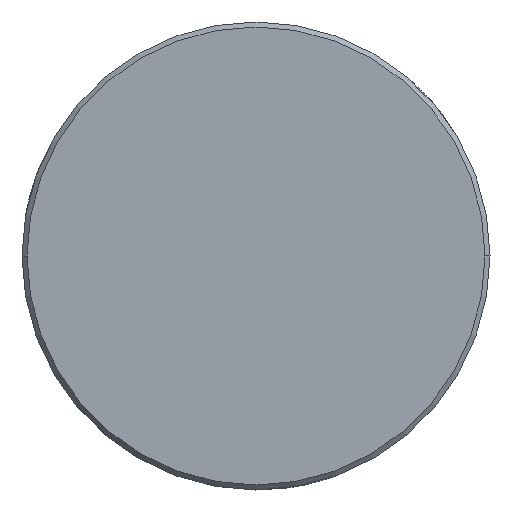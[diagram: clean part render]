
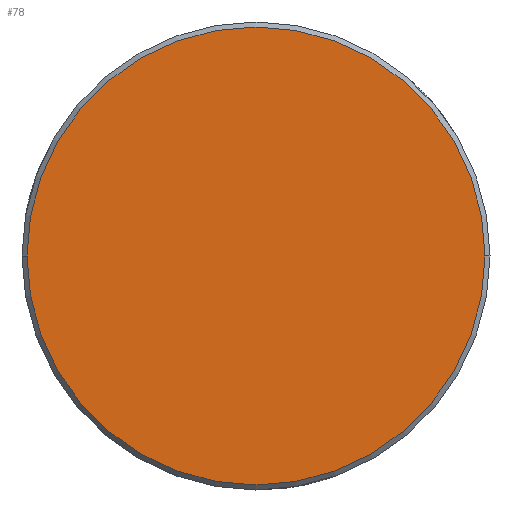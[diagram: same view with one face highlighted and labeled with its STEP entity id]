
A CAD part, left-side view. The second image highlights one B-rep face of the part: STEP entity #78.
In plain terms, the highlighted planar face has unit normal (-1, 0, 0).
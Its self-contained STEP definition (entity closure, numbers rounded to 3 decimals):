
#42 = CIRCLE ( 'NONE', #856, 13.7 ) ;
#71 = DIRECTION ( 'NONE',  ( 0., 1., 0. ) ) ;
#78 = ADVANCED_FACE ( 'NONE', ( #470 ), #508, .F. ) ;
#95 = DIRECTION ( 'NONE',  ( -1., 0., 0. ) ) ;
#262 = ORIENTED_EDGE ( 'NONE', *, *, #815, .T. ) ;
#267 = DIRECTION ( 'NONE',  ( 1., 0., 0. ) ) ;
#298 = AXIS2_PLACEMENT_3D ( 'NONE', #595, #267, #849 ) ;
#329 = CARTESIAN_POINT ( 'NONE',  ( -105.9, 13.7, 0. ) ) ;
#462 = DIRECTION ( 'NONE',  ( 0., 1., 0. ) ) ;
#470 = FACE_OUTER_BOUND ( 'NONE', #773, .T. ) ;
#476 = AXIS2_PLACEMENT_3D ( 'NONE', #530, #684, #71 ) ;
#508 = PLANE ( 'NONE',  #298 ) ;
#519 = VERTEX_POINT ( 'NONE', #329 ) ;
#530 = CARTESIAN_POINT ( 'NONE',  ( -105.9, 0., 0. ) ) ;
#595 = CARTESIAN_POINT ( 'NONE',  ( -105.9, -13.864, 13.864 ) ) ;
#619 = CARTESIAN_POINT ( 'NONE',  ( -105.9, -13.7, 0. ) ) ;
#646 = EDGE_CURVE ( 'NONE', #519, #814, #1111, .T. ) ;
#684 = DIRECTION ( 'NONE',  ( -1., 0., 0. ) ) ;
#773 = EDGE_LOOP ( 'NONE', ( #799, #262 ) ) ;
#799 = ORIENTED_EDGE ( 'NONE', *, *, #646, .T. ) ;
#814 = VERTEX_POINT ( 'NONE', #619 ) ;
#815 = EDGE_CURVE ( 'NONE', #814, #519, #42, .T. ) ;
#849 = DIRECTION ( 'NONE',  ( 0., 0., -1. ) ) ;
#856 = AXIS2_PLACEMENT_3D ( 'NONE', #940, #95, #462 ) ;
#940 = CARTESIAN_POINT ( 'NONE',  ( -105.9, 0., 0. ) ) ;
#1111 = CIRCLE ( 'NONE', #476, 13.7 ) ;
